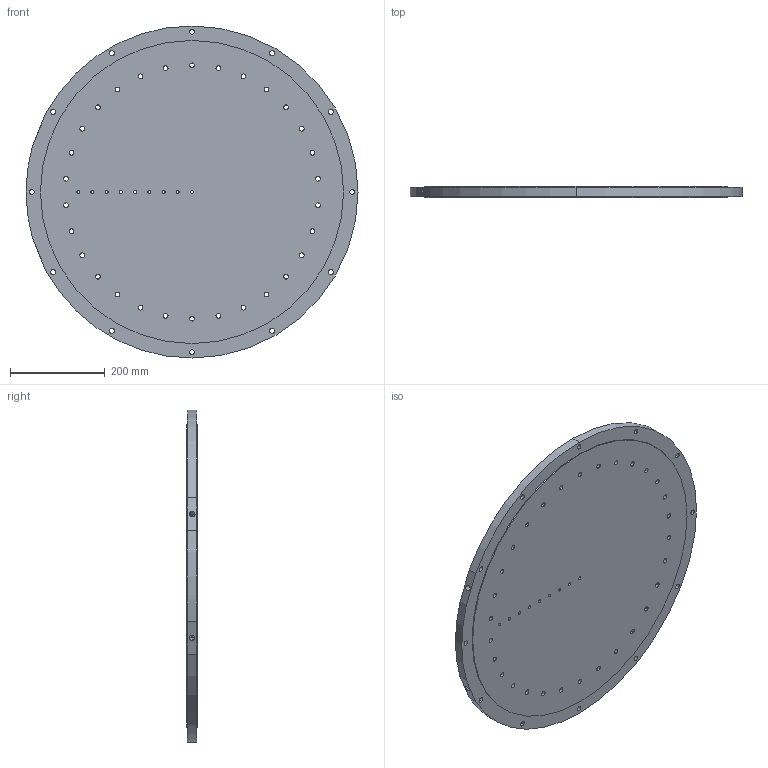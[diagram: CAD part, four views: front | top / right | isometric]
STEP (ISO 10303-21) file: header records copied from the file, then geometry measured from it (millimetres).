
FILE_DESCRIPTION (( 'STEP AP214' ), '1' );
FILE_NAME ('bride diagnostique modifié.STEP', '2021-03-09T09:10:35', ( '' ), ( '' ), 'SwSTEP 2.0', 'SolidWorks 2019', '' );
FILE_SCHEMA (( 'AUTOMOTIVE_DESIGN' ));
Length unit declared in the file: millimetre
Products named in the file (1): bride diagnostique modifié
Bounding box: 700 x 23 x 700 mm (x, y, z)
Volume: 6929277.2 mm3; surface area: 958443.6 mm2
Topology: 1 solids, 1 shells, 466 faces, 1236 edges, 755 vertices
Faces by surface type: cylinder 328, cone 90, plane 48
Entity records: 15705 total; most frequent: DIRECTION 2750, CARTESIAN_POINT 2590, ORIENTED_EDGE 2340, EDGE_CURVE 1170, AXIS2_PLACEMENT_3D 1121, VERTEX_POINT 755, CIRCLE 654, EDGE_LOOP 621
